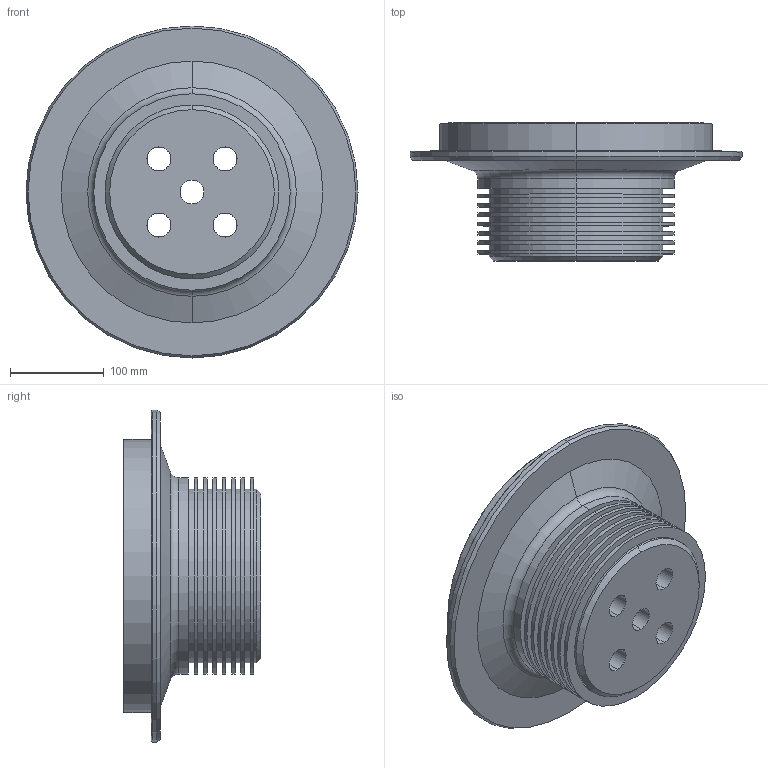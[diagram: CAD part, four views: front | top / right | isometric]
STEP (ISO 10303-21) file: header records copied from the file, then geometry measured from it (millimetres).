
FILE_DESCRIPTION (( 'STEP AP203' ), '1' );
FILE_NAME ('EL 01457-G-00_1.step', '2019-04-08T15:20:24', ( '' ), ( '' ), 'SwSTEP 2.0', 'SolidWorks 2017', '' );
FILE_SCHEMA (( 'CONFIG_CONTROL_DESIGN' ));
Length unit declared in the file: millimetre
Products named in the file (1): EL 01457-G-00_1
Bounding box: 355 x 147.5 x 355 mm (x, y, z)
Volume: 2457607.2 mm3; surface area: 466433.8 mm2
Topology: 1 solids, 1 shells, 99 faces, 206 edges, 128 vertices
Faces by surface type: cylinder 50, cone 26, plane 21, torus 2
Entity records: 2763 total; most frequent: DIRECTION 536, CARTESIAN_POINT 434, ORIENTED_EDGE 412, AXIS2_PLACEMENT_3D 230, EDGE_CURVE 206, CIRCLE 130, EDGE_LOOP 128, VERTEX_POINT 128
